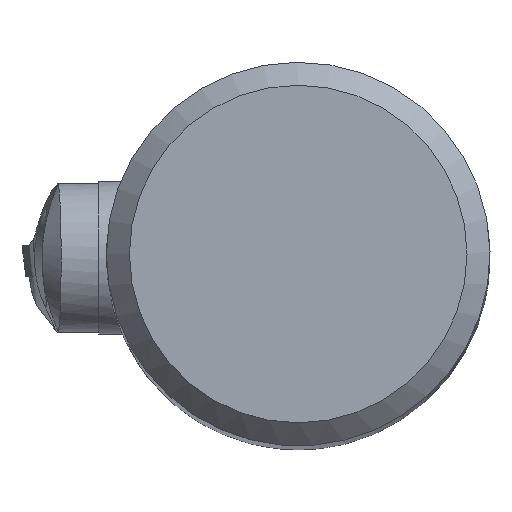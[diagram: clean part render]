
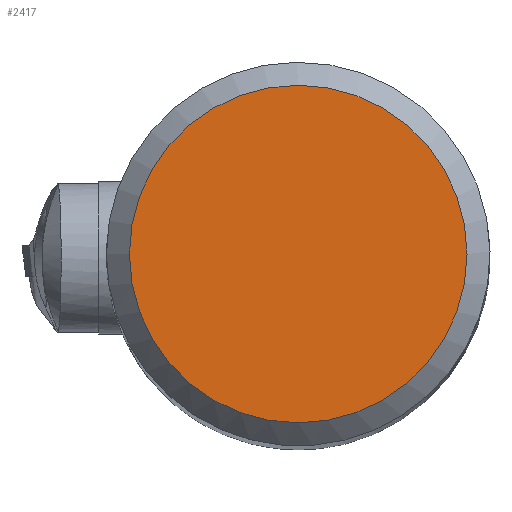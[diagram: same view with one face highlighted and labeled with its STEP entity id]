
A CAD part, top view. The second image highlights one B-rep face of the part: STEP entity #2417.
In plain terms, the highlighted planar face has unit normal (0, 0, 1).
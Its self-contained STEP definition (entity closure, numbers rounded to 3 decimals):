
#398=FACE_OUTER_BOUND('',#2956,.T.);
#700=PLANE('',#7048);
#2417=ADVANCED_FACE('',(#398),#700,.F.);
#2956=EDGE_LOOP('',(#3546));
#3546=ORIENTED_EDGE('',*,*,#5942,.T.);
#5264=VERTEX_POINT('',#9859);
#5942=EDGE_CURVE('',#5264,#5264,#6780,.T.);
#6780=CIRCLE('',#7047,11.);
#7047=AXIS2_PLACEMENT_3D('',#9858,#7799,#7800);
#7048=AXIS2_PLACEMENT_3D('',#9860,#7801,#7802);
#7799=DIRECTION('',(0.,0.,1.));
#7800=DIRECTION('',(-1.,0.,0.));
#7801=DIRECTION('',(0.,0.,-1.));
#7802=DIRECTION('',(-1.,0.,0.));
#9858=CARTESIAN_POINT('',(0.,0.,57.));
#9859=CARTESIAN_POINT('',(-11.,0.,57.));
#9860=CARTESIAN_POINT('',(0.,0.,57.));
